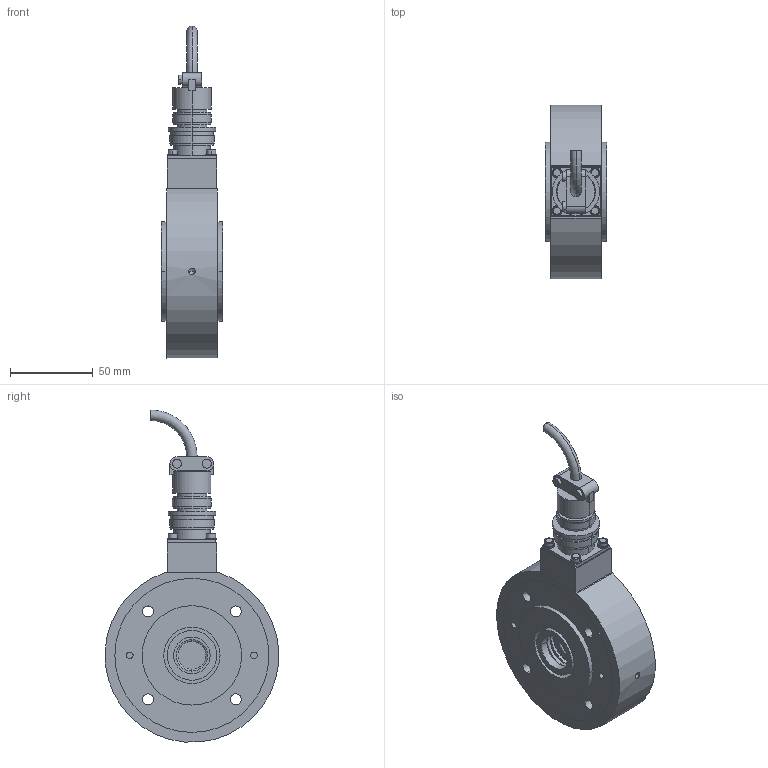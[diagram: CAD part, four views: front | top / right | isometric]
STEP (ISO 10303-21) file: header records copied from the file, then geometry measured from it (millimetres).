
FILE_DESCRIPTION((''),'2;1');
FILE_NAME('50005.stp','2007-09-21T13:50:31',(''),(''),'Mechanical Desktop 2007','Mechanical Desktop 2007',', , ');
FILE_SCHEMA(('CONFIG_CONTROL_DESIGN'));
Length unit declared in the file: millimetre
Products named in the file (26): ZEICHNUNG3; L50005; L4795904; L47958A; L47958; L47957A; L47957; L49026; TEIL1A; I-6KT_SCHRAUBE_M5X25_NKA; I-6KT_SCHRAUBE_M5X25_NK; I-6KT_SCHRAUBE_M3X25A; I-6KT_SCHRAUBE_M3X25; FEDERRING_M3A; FEDERRING_M3; V_RING_V22A; V_RING_V22AA; FLANSCHDOSE_14S-2P 4-POLIG; FLANSCHDOSE_14S-2P_4-POLIG; PENDELKUGELLAGER_1203TVA; PENDELKUGELLAGER_1203TV; SICHERUNGSRING_J40; SICHERUNGSRING_J40A; L4340302; TEIL1; RM_SDB
Assembly tree (35 placements, depth 4):
  ZEICHNUNG3
    L50005
      L4795904
      L47958A
        L47958
      L47957A
        L47957
      L49026
        TEIL1A
      I-6KT_SCHRAUBE_M5X25_NKA  x2
        I-6KT_SCHRAUBE_M5X25_NK
      I-6KT_SCHRAUBE_M3X25A  x4
        I-6KT_SCHRAUBE_M3X25
      FEDERRING_M3A  x4
        FEDERRING_M3
      V_RING_V22A
        V_RING_V22AA
      FLANSCHDOSE_14S-2P 4-POLIG
        FLANSCHDOSE_14S-2P_4-POLIG
      PENDELKUGELLAGER_1203TVA
        PENDELKUGELLAGER_1203TV
      SICHERUNGSRING_J40
        SICHERUNGSRING_J40A
      L4340302  x2
        TEIL1
    RM_SDB  x3
Bounding box: 37.2 x 104.91 x 200.46 mm (x, y, z)
Volume: 286820 mm3; surface area: 103643.1 mm2
Topology: 20 solids, 20 shells, 383 faces, 904 edges, 601 vertices
Faces by surface type: cylinder 225, plane 114, torus 22, cone 20, bspline 2
Entity records: 10267 total; most frequent: CARTESIAN_POINT 1916, DIRECTION 1824, ORIENTED_EDGE 1416, AXIS2_PLACEMENT_3D 780, EDGE_CURVE 708, VERTEX_POINT 473, CIRCLE 426, EDGE_LOOP 421
